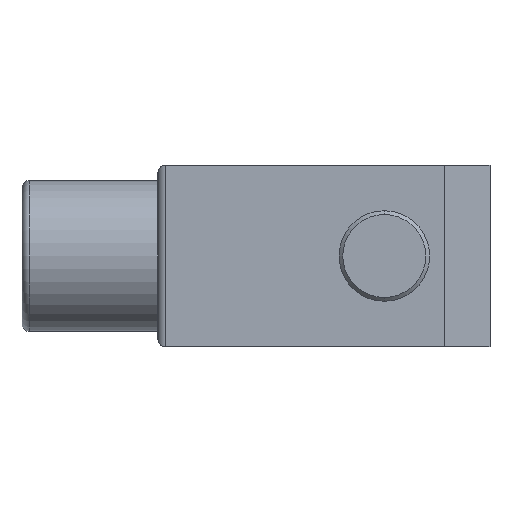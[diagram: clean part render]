
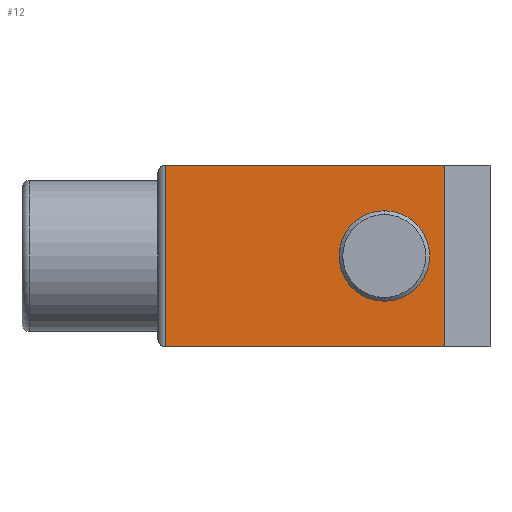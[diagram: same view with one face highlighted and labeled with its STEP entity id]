
A CAD part, front view. The second image highlights one B-rep face of the part: STEP entity #12.
In plain terms, the highlighted planar face has unit normal (0, -1, 0).
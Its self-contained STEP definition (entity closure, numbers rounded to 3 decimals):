
#6 = FACE_BOUND ( 'NONE', #198, .T. ) ;
#12 = ADVANCED_FACE ( 'NONE', ( #6, #434 ), #714, .F. ) ;
#24 = DIRECTION ( 'NONE',  ( 1., 0., 0. ) ) ;
#44 = EDGE_CURVE ( 'NONE', #164, #733, #397, .T. ) ;
#49 = CARTESIAN_POINT ( 'NONE',  ( -21., -12., 12. ) ) ;
#50 = AXIS2_PLACEMENT_3D ( 'NONE', #915, #455, #990 ) ;
#104 = VECTOR ( 'NONE', #286, 1000. ) ;
#107 = ORIENTED_EDGE ( 'NONE', *, *, #169, .F. ) ;
#144 = ORIENTED_EDGE ( 'NONE', *, *, #632, .F. ) ;
#148 = CARTESIAN_POINT ( 'NONE',  ( 16., -12., -12. ) ) ;
#164 = VERTEX_POINT ( 'NONE', #818 ) ;
#169 = EDGE_CURVE ( 'NONE', #520, #720, #635, .T. ) ;
#193 = AXIS2_PLACEMENT_3D ( 'NONE', #360, #903, #444 ) ;
#195 = CARTESIAN_POINT ( 'NONE',  ( 8., -12., -6. ) ) ;
#198 = EDGE_LOOP ( 'NONE', ( #107, #144 ) ) ;
#224 = CARTESIAN_POINT ( 'NONE',  ( 8., -12., 6. ) ) ;
#250 = EDGE_CURVE ( 'NONE', #560, #164, #698, .T. ) ;
#255 = CARTESIAN_POINT ( 'NONE',  ( 0., -12., -12. ) ) ;
#268 = CARTESIAN_POINT ( 'NONE',  ( 0., -12., 12. ) ) ;
#286 = DIRECTION ( 'NONE',  ( 0., 0., -1. ) ) ;
#320 = DIRECTION ( 'NONE',  ( 0., 0., 1. ) ) ;
#333 = DIRECTION ( 'NONE',  ( 0., 1., 0. ) ) ;
#355 = AXIS2_PLACEMENT_3D ( 'NONE', #951, #333, #877 ) ;
#360 = CARTESIAN_POINT ( 'NONE',  ( 8., -12., 0. ) ) ;
#371 = VECTOR ( 'NONE', #320, 1000. ) ;
#374 = VECTOR ( 'NONE', #24, 1000. ) ;
#394 = LINE ( 'NONE', #862, #371 ) ;
#397 = LINE ( 'NONE', #255, #374 ) ;
#414 = ORIENTED_EDGE ( 'NONE', *, *, #840, .T. ) ;
#428 = EDGE_CURVE ( 'NONE', #560, #483, #776, .T. ) ;
#434 = FACE_OUTER_BOUND ( 'NONE', #451, .T. ) ;
#444 = DIRECTION ( 'NONE',  ( 0., 0., -1. ) ) ;
#451 = EDGE_LOOP ( 'NONE', ( #664, #558, #462, #414 ) ) ;
#455 = DIRECTION ( 'NONE',  ( 0., -1., 0. ) ) ;
#462 = ORIENTED_EDGE ( 'NONE', *, *, #44, .T. ) ;
#483 = VERTEX_POINT ( 'NONE', #735 ) ;
#520 = VERTEX_POINT ( 'NONE', #195 ) ;
#536 = CIRCLE ( 'NONE', #50, 6. ) ;
#558 = ORIENTED_EDGE ( 'NONE', *, *, #250, .T. ) ;
#560 = VERTEX_POINT ( 'NONE', #49 ) ;
#632 = EDGE_CURVE ( 'NONE', #720, #520, #536, .T. ) ;
#635 = CIRCLE ( 'NONE', #193, 6. ) ;
#664 = ORIENTED_EDGE ( 'NONE', *, *, #428, .F. ) ;
#698 = LINE ( 'NONE', #912, #104 ) ;
#714 = PLANE ( 'NONE',  #355 ) ;
#720 = VERTEX_POINT ( 'NONE', #224 ) ;
#733 = VERTEX_POINT ( 'NONE', #148 ) ;
#735 = CARTESIAN_POINT ( 'NONE',  ( 16., -12., 12. ) ) ;
#754 = VECTOR ( 'NONE', #963, 1000. ) ;
#776 = LINE ( 'NONE', #268, #754 ) ;
#818 = CARTESIAN_POINT ( 'NONE',  ( -21., -12., -12. ) ) ;
#840 = EDGE_CURVE ( 'NONE', #733, #483, #394, .T. ) ;
#862 = CARTESIAN_POINT ( 'NONE',  ( 16., -12., 12. ) ) ;
#877 = DIRECTION ( 'NONE',  ( 0., 0., 1. ) ) ;
#903 = DIRECTION ( 'NONE',  ( 0., -1., 0. ) ) ;
#912 = CARTESIAN_POINT ( 'NONE',  ( -21., -12., -12. ) ) ;
#915 = CARTESIAN_POINT ( 'NONE',  ( 8., -12., 0. ) ) ;
#951 = CARTESIAN_POINT ( 'NONE',  ( 0., -12., 12. ) ) ;
#963 = DIRECTION ( 'NONE',  ( 1., 0., 0. ) ) ;
#990 = DIRECTION ( 'NONE',  ( 0., 0., -1. ) ) ;
